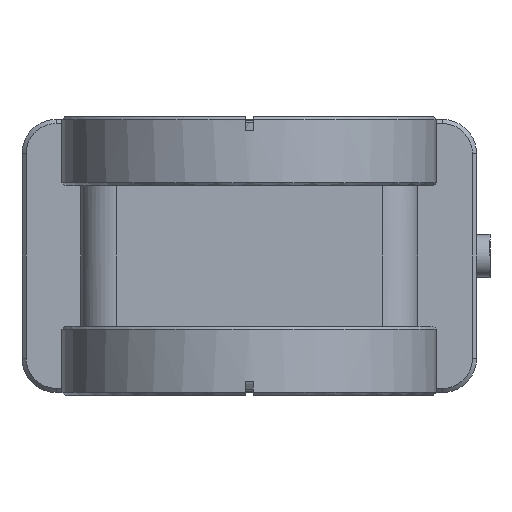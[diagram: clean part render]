
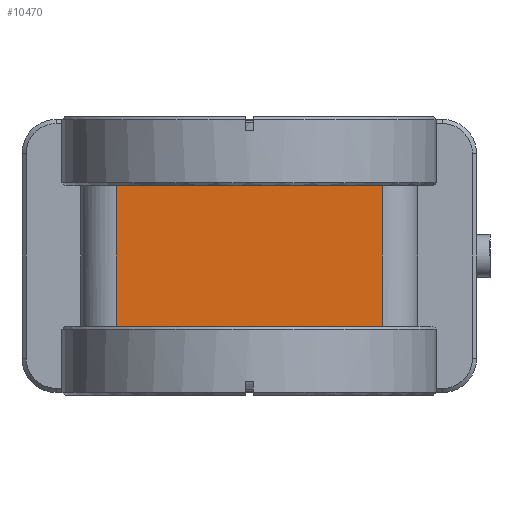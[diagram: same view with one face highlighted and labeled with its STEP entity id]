
A CAD part, front view. The second image highlights one B-rep face of the part: STEP entity #10470.
In plain terms, the highlighted planar face has unit normal (0, -1, 0).
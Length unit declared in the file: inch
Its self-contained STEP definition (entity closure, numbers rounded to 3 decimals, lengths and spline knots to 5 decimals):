
#280 = CARTESIAN_POINT ( 'NONE',  ( 0., -1.3, 0.5125 ) ) ;
#411 = DIRECTION ( 'NONE',  ( 0., 0., -1. ) ) ;
#721 = EDGE_CURVE ( 'NONE', #1913, #14911, #8534, .T. ) ;
#897 = VECTOR ( 'NONE', #18518, 39.37008 ) ;
#1161 = CARTESIAN_POINT ( 'NONE',  ( 0., -1.3, -0.5125 ) ) ;
#1428 = LINE ( 'NONE', #20671, #17235 ) ;
#1510 = VERTEX_POINT ( 'NONE', #5093 ) ;
#1913 = VERTEX_POINT ( 'NONE', #9121 ) ;
#2116 = ORIENTED_EDGE ( 'NONE', *, *, #17122, .F. ) ;
#2385 = VECTOR ( 'NONE', #17731, 39.37008 ) ;
#2648 = DIRECTION ( 'NONE',  ( 1., 0., 0. ) ) ;
#4754 = CARTESIAN_POINT ( 'NONE',  ( -1.2285, -1.3, -0.5125 ) ) ;
#5093 = CARTESIAN_POINT ( 'NONE',  ( -0.345, -1.3, 0.5125 ) ) ;
#5205 = EDGE_CURVE ( 'NONE', #17134, #11133, #10603, .T. ) ;
#5302 = EDGE_CURVE ( 'NONE', #11133, #20529, #15599, .T. ) ;
#5403 = ORIENTED_EDGE ( 'NONE', *, *, #5205, .T. ) ;
#6591 = VERTEX_POINT ( 'NONE', #20685 ) ;
#6666 = AXIS2_PLACEMENT_3D ( 'NONE', #4754, #8210, #17725 ) ;
#6689 = CARTESIAN_POINT ( 'NONE',  ( 0.9685, -1.3, 0.5125 ) ) ;
#6740 = ORIENTED_EDGE ( 'NONE', *, *, #5302, .T. ) ;
#7063 = CARTESIAN_POINT ( 'NONE',  ( -0.9685, -1.3, 0.5125 ) ) ;
#7832 = LINE ( 'NONE', #11080, #9249 ) ;
#8210 = DIRECTION ( 'NONE',  ( 0., -1., 0. ) ) ;
#8494 = CARTESIAN_POINT ( 'NONE',  ( 0., -1.3, 0.5125 ) ) ;
#8534 = LINE ( 'NONE', #280, #2385 ) ;
#8798 = LINE ( 'NONE', #8494, #12581 ) ;
#9121 = CARTESIAN_POINT ( 'NONE',  ( 0.345, -1.3, 0.5125 ) ) ;
#9249 = VECTOR ( 'NONE', #20392, 39.37008 ) ;
#9335 = VECTOR ( 'NONE', #411, 39.37008 ) ;
#9382 = LINE ( 'NONE', #14090, #13692 ) ;
#9553 = EDGE_LOOP ( 'NONE', ( #12108, #16913, #5403, #6740, #2116, #10392, #15969, #12312 ) ) ;
#9720 = LINE ( 'NONE', #17862, #9335 ) ;
#10392 = ORIENTED_EDGE ( 'NONE', *, *, #721, .F. ) ;
#10470 = ADVANCED_FACE ( 'NONE', ( #19514 ), #14710, .T. ) ;
#10603 = LINE ( 'NONE', #15625, #19607 ) ;
#11080 = CARTESIAN_POINT ( 'NONE',  ( -1.2285, -1.3, 0.5125 ) ) ;
#11133 = VERTEX_POINT ( 'NONE', #12061 ) ;
#12061 = CARTESIAN_POINT ( 'NONE',  ( 0.345, -1.3, -0.5125 ) ) ;
#12108 = ORIENTED_EDGE ( 'NONE', *, *, #17302, .F. ) ;
#12312 = ORIENTED_EDGE ( 'NONE', *, *, #19153, .F. ) ;
#12581 = VECTOR ( 'NONE', #19786, 39.37008 ) ;
#13526 = EDGE_CURVE ( 'NONE', #1913, #1510, #7832, .T. ) ;
#13692 = VECTOR ( 'NONE', #17112, 39.37008 ) ;
#14090 = CARTESIAN_POINT ( 'NONE',  ( -0.9685, -1.3, 0.52116 ) ) ;
#14303 = DIRECTION ( 'NONE',  ( 1., 0., 0. ) ) ;
#14710 = PLANE ( 'NONE',  #6666 ) ;
#14904 = CARTESIAN_POINT ( 'NONE',  ( 0.9685, -1.3, -0.5125 ) ) ;
#14911 = VERTEX_POINT ( 'NONE', #6689 ) ;
#15599 = LINE ( 'NONE', #1161, #897 ) ;
#15625 = CARTESIAN_POINT ( 'NONE',  ( 0., -1.3, -0.5125 ) ) ;
#15969 = ORIENTED_EDGE ( 'NONE', *, *, #13526, .T. ) ;
#16913 = ORIENTED_EDGE ( 'NONE', *, *, #18482, .T. ) ;
#17112 = DIRECTION ( 'NONE',  ( 0., 0., 1. ) ) ;
#17122 = EDGE_CURVE ( 'NONE', #14911, #20529, #9720, .T. ) ;
#17134 = VERTEX_POINT ( 'NONE', #19549 ) ;
#17235 = VECTOR ( 'NONE', #14303, 39.37008 ) ;
#17302 = EDGE_CURVE ( 'NONE', #6591, #17678, #9382, .T. ) ;
#17678 = VERTEX_POINT ( 'NONE', #7063 ) ;
#17725 = DIRECTION ( 'NONE',  ( 0., 0., -1. ) ) ;
#17731 = DIRECTION ( 'NONE',  ( 1., 0., 0. ) ) ;
#17862 = CARTESIAN_POINT ( 'NONE',  ( 0.9685, -1.3, 0.52116 ) ) ;
#18482 = EDGE_CURVE ( 'NONE', #6591, #17134, #1428, .T. ) ;
#18518 = DIRECTION ( 'NONE',  ( 1., 0., 0. ) ) ;
#19153 = EDGE_CURVE ( 'NONE', #17678, #1510, #8798, .T. ) ;
#19514 = FACE_OUTER_BOUND ( 'NONE', #9553, .T. ) ;
#19549 = CARTESIAN_POINT ( 'NONE',  ( -0.345, -1.3, -0.5125 ) ) ;
#19607 = VECTOR ( 'NONE', #2648, 39.37008 ) ;
#19786 = DIRECTION ( 'NONE',  ( 1., 0., 0. ) ) ;
#20392 = DIRECTION ( 'NONE',  ( -1., 0., 0. ) ) ;
#20529 = VERTEX_POINT ( 'NONE', #14904 ) ;
#20671 = CARTESIAN_POINT ( 'NONE',  ( 0., -1.3, -0.5125 ) ) ;
#20685 = CARTESIAN_POINT ( 'NONE',  ( -0.9685, -1.3, -0.5125 ) ) ;
